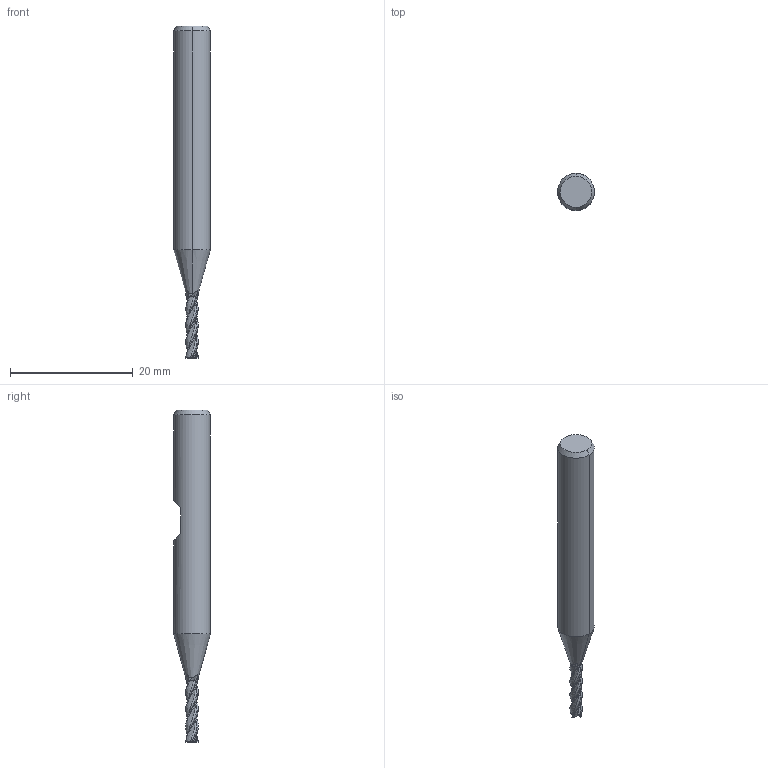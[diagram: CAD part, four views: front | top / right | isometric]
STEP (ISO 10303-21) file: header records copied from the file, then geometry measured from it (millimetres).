
FILE_DESCRIPTION(('no description'),'unknown implementation level');
FILE_NAME('solidYursH0LRQWtlRss8kXPmpDZspBQ_1.STP',' ',('CIM GmbH Aachen'),('CADClick - KiM GmbH - www.kimweb.de'),'unknown preprocess','ACIS','unknown authorization');
FILE_SCHEMA(('automotive_design'));
Length unit declared in the file: millimetre
Products named in the file (2): 1; 2
Bounding box: 6 x 6 x 54 mm (x, y, z)
Volume: 1119.4 mm3; surface area: 878.8 mm2
Topology: 2 solids, 2 shells, 119 faces, 332 edges, 217 vertices
Faces by surface type: bspline 40, plane 34, revolution 16, cylinder 15, cone 14
Entity records: 16754 total; most frequent: CARTESIAN_POINT 10397, STYLED_ITEM 670, PRESENTATION_STYLE_ASSIGNMENT 670, COLOUR_RGB 670, ORIENTED_EDGE 664, DIRECTION 355, EDGE_CURVE 332, CURVE_STYLE 332
